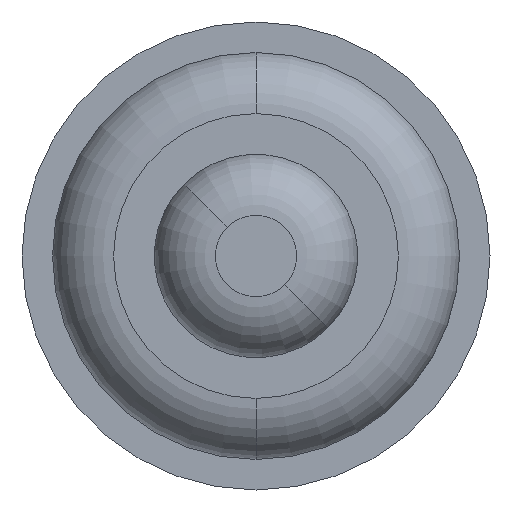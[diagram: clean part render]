
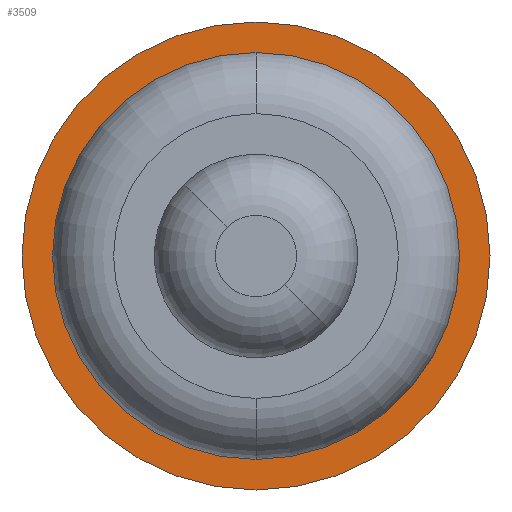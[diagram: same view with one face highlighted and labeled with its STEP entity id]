
A CAD part, front view. The second image highlights one B-rep face of the part: STEP entity #3509.
In plain terms, the highlighted planar face has unit normal (0, -1, 0).
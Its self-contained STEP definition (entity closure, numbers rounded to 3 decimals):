
#44 = CARTESIAN_POINT ( 'NONE',  ( 0., -2., -1. ) ) ;
#64 = DIRECTION ( 'NONE',  ( 0., 1., 0. ) ) ;
#529 = CIRCLE ( 'NONE', #3782, 1. ) ;
#605 = VERTEX_POINT ( 'NONE', #2547 ) ;
#608 = ORIENTED_EDGE ( 'NONE', *, *, #2069, .F. ) ;
#619 = PLANE ( 'NONE',  #2548 ) ;
#632 = DIRECTION ( 'NONE',  ( 0., 0., 1. ) ) ;
#638 = EDGE_LOOP ( 'NONE', ( #2844, #608 ) ) ;
#887 = EDGE_CURVE ( 'Defeature ausgef�hrt1_15+Defeature ausgef�hrt1_14+Defeature ausgef�hrt1_14+Defeature ausgef�hrt1_14', #2263, #1498, #529, .T. ) ;
#921 = DIRECTION ( 'NONE',  ( 0., -1., 0. ) ) ;
#1234 = DIRECTION ( 'NONE',  ( 0., 0., -1. ) ) ;
#1305 = DIRECTION ( 'NONE',  ( 0., 0., 1. ) ) ;
#1328 = CARTESIAN_POINT ( 'NONE',  ( 0., -2., 0. ) ) ;
#1498 = VERTEX_POINT ( 'NONE', #44 ) ;
#1533 = CARTESIAN_POINT ( 'NONE',  ( 0., -2., 0. ) ) ;
#1567 = CIRCLE ( 'NONE', #1744, 1.15 ) ;
#1736 = ORIENTED_EDGE ( 'NONE', *, *, #887, .T. ) ;
#1744 = AXIS2_PLACEMENT_3D ( 'NONE', #1757, #3913, #2942 ) ;
#1757 = CARTESIAN_POINT ( 'NONE',  ( 0., -2., 0. ) ) ;
#1871 = AXIS2_PLACEMENT_3D ( 'NONE', #1328, #2857, #3183 ) ;
#1894 = CARTESIAN_POINT ( 'NONE',  ( 0., -2., 0. ) ) ;
#2069 = EDGE_CURVE ( 'Defeature ausgef�hrt1_16+Defeature ausgef�hrt1_15+Defeature ausgef�hrt1_15+Defeature ausgef�hrt1_15', #605, #3787, #1567, .T. ) ;
#2261 = CIRCLE ( 'NONE', #2840, 1.15 ) ;
#2263 = VERTEX_POINT ( 'NONE', #3690 ) ;
#2329 = EDGE_CURVE ( 'Defeature ausgef�hrt1_15+Defeature ausgef�hrt1_14+Defeature ausgef�hrt1_14+Defeature ausgef�hrt1_14', #1498, #2263, #2596, .T. ) ;
#2536 = EDGE_LOOP ( 'NONE', ( #1736, #2965 ) ) ;
#2547 = CARTESIAN_POINT ( 'NONE',  ( 0., -2., -1.15 ) ) ;
#2548 = AXIS2_PLACEMENT_3D ( 'NONE', #3687, #921, #1234 ) ;
#2596 = CIRCLE ( 'NONE', #1871, 1. ) ;
#2840 = AXIS2_PLACEMENT_3D ( 'NONE', #1533, #3673, #632 ) ;
#2844 = ORIENTED_EDGE ( 'NONE', *, *, #3515, .F. ) ;
#2857 = DIRECTION ( 'NONE',  ( 0., 1., 0. ) ) ;
#2942 = DIRECTION ( 'NONE',  ( 0., 0., 1. ) ) ;
#2965 = ORIENTED_EDGE ( 'NONE', *, *, #2329, .T. ) ;
#3183 = DIRECTION ( 'NONE',  ( 0., 0., 1. ) ) ;
#3324 = FACE_OUTER_BOUND ( 'NONE', #638, .T. ) ;
#3466 = FACE_BOUND ( 'NONE', #2536, .T. ) ;
#3505 = CARTESIAN_POINT ( 'NONE',  ( 0., -2., 1.15 ) ) ;
#3509 = ADVANCED_FACE ( 'Defeature ausgef�hrt1_15', ( #3466, #3324 ), #619, .T. ) ;
#3515 = EDGE_CURVE ( 'Defeature ausgef�hrt1_16+Defeature ausgef�hrt1_15+Defeature ausgef�hrt1_15+Defeature ausgef�hrt1_15', #3787, #605, #2261, .T. ) ;
#3673 = DIRECTION ( 'NONE',  ( 0., 1., 0. ) ) ;
#3687 = CARTESIAN_POINT ( 'NONE',  ( -1.15, -2., 0. ) ) ;
#3690 = CARTESIAN_POINT ( 'NONE',  ( 0., -2., 1. ) ) ;
#3782 = AXIS2_PLACEMENT_3D ( 'NONE', #1894, #64, #1305 ) ;
#3787 = VERTEX_POINT ( 'NONE', #3505 ) ;
#3913 = DIRECTION ( 'NONE',  ( 0., 1., 0. ) ) ;
